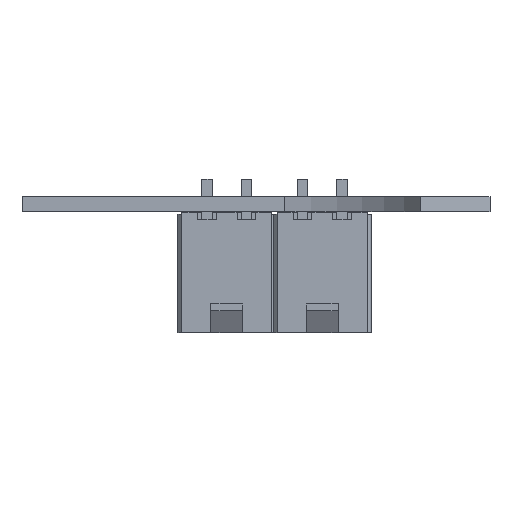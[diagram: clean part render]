
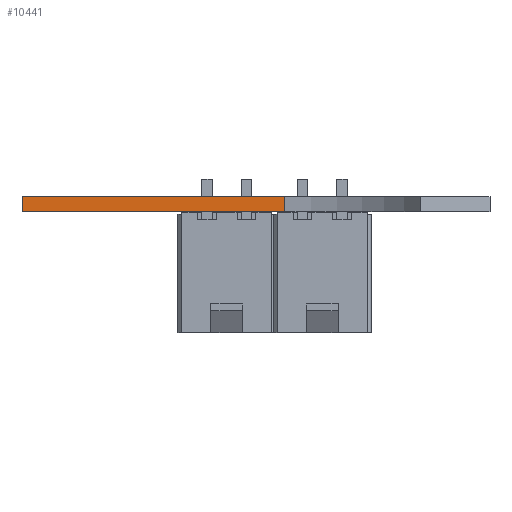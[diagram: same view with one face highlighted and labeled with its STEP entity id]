
A CAD part, front view. The second image highlights one B-rep face of the part: STEP entity #10441.
In plain terms, the highlighted planar face has unit normal (0.002, -1, 0).
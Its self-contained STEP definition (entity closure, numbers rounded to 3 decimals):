
#9204 = PLANE('',#9205);
#9205 = AXIS2_PLACEMENT_3D('',#9206,#9207,#9208);
#9206 = CARTESIAN_POINT('',(168.777,-67.84,1.6));
#9207 = DIRECTION('',(0.,0.,1.));
#9208 = DIRECTION('',(1.,0.,-0.));
#9258 = PLANE('',#9259);
#9259 = AXIS2_PLACEMENT_3D('',#9260,#9261,#9262);
#9260 = CARTESIAN_POINT('',(168.777,-67.84,0.));
#9261 = DIRECTION('',(0.,0.,1.));
#9262 = DIRECTION('',(1.,0.,-0.));
#9389 = PLANE('',#9390);
#9390 = AXIS2_PLACEMENT_3D('',#9391,#9392,#9393);
#9391 = CARTESIAN_POINT('',(147.828,-21.365,0.));
#9392 = DIRECTION('',(1.,0.,-0.));
#9393 = DIRECTION('',(0.,-1.,0.));
#9428 = VERTEX_POINT('',#9429);
#9429 = CARTESIAN_POINT('',(147.828,-101.902,0.));
#9450 = EDGE_CURVE('',#9428,#9451,#9453,.T.);
#9451 = VERTEX_POINT('',#9452);
#9452 = CARTESIAN_POINT('',(175.768,-101.837,0.));
#9453 = SURFACE_CURVE('',#9454,(#9458,#9465),.PCURVE_S1.);
#9454 = LINE('',#9455,#9456);
#9455 = CARTESIAN_POINT('',(147.828,-101.902,0.));
#9456 = VECTOR('',#9457,1.);
#9457 = DIRECTION('',(1.,0.002,0.));
#9458 = PCURVE('',#9258,#9459);
#9459 = DEFINITIONAL_REPRESENTATION('',(#9460),#9464);
#9460 = LINE('',#9461,#9462);
#9461 = CARTESIAN_POINT('',(-20.949,-34.062));
#9462 = VECTOR('',#9463,1.);
#9463 = DIRECTION('',(1.,0.002));
#9464 = ( GEOMETRIC_REPRESENTATION_CONTEXT(2) 
PARAMETRIC_REPRESENTATION_CONTEXT() REPRESENTATION_CONTEXT('2D SPACE',''
  ) );
#9465 = PCURVE('',#9466,#9471);
#9466 = PLANE('',#9467);
#9467 = AXIS2_PLACEMENT_3D('',#9468,#9469,#9470);
#9468 = CARTESIAN_POINT('',(147.828,-101.902,0.));
#9469 = DIRECTION('',(-0.002,1.,0.));
#9470 = DIRECTION('',(1.,0.002,0.));
#9471 = DEFINITIONAL_REPRESENTATION('',(#9472),#9476);
#9472 = LINE('',#9473,#9474);
#9473 = CARTESIAN_POINT('',(0.,0.));
#9474 = VECTOR('',#9475,1.);
#9475 = DIRECTION('',(1.,0.));
#9476 = ( GEOMETRIC_REPRESENTATION_CONTEXT(2) 
PARAMETRIC_REPRESENTATION_CONTEXT() REPRESENTATION_CONTEXT('2D SPACE',''
  ) );
#9495 = CYLINDRICAL_SURFACE('',#9496,19.05);
#9496 = AXIS2_PLACEMENT_3D('',#9497,#9498,#9499);
#9497 = CARTESIAN_POINT('',(174.42,-120.84,0.));
#9498 = DIRECTION('',(-0.,-0.,-1.));
#9499 = DIRECTION('',(1.,0.,-0.));
#9935 = VERTEX_POINT('',#9936);
#9936 = CARTESIAN_POINT('',(147.828,-101.902,1.6));
#9957 = EDGE_CURVE('',#9935,#9958,#9960,.T.);
#9958 = VERTEX_POINT('',#9959);
#9959 = CARTESIAN_POINT('',(175.768,-101.837,1.6));
#9960 = SURFACE_CURVE('',#9961,(#9965,#9972),.PCURVE_S1.);
#9961 = LINE('',#9962,#9963);
#9962 = CARTESIAN_POINT('',(147.828,-101.902,1.6));
#9963 = VECTOR('',#9964,1.);
#9964 = DIRECTION('',(1.,0.002,0.));
#9965 = PCURVE('',#9204,#9966);
#9966 = DEFINITIONAL_REPRESENTATION('',(#9967),#9971);
#9967 = LINE('',#9968,#9969);
#9968 = CARTESIAN_POINT('',(-20.949,-34.062));
#9969 = VECTOR('',#9970,1.);
#9970 = DIRECTION('',(1.,0.002));
#9971 = ( GEOMETRIC_REPRESENTATION_CONTEXT(2) 
PARAMETRIC_REPRESENTATION_CONTEXT() REPRESENTATION_CONTEXT('2D SPACE',''
  ) );
#9972 = PCURVE('',#9466,#9973);
#9973 = DEFINITIONAL_REPRESENTATION('',(#9974),#9978);
#9974 = LINE('',#9975,#9976);
#9975 = CARTESIAN_POINT('',(0.,-1.6));
#9976 = VECTOR('',#9977,1.);
#9977 = DIRECTION('',(1.,0.));
#9978 = ( GEOMETRIC_REPRESENTATION_CONTEXT(2) 
PARAMETRIC_REPRESENTATION_CONTEXT() REPRESENTATION_CONTEXT('2D SPACE',''
  ) );
#10393 = EDGE_CURVE('',#9428,#9935,#10394,.T.);
#10394 = SURFACE_CURVE('',#10395,(#10399,#10406),.PCURVE_S1.);
#10395 = LINE('',#10396,#10397);
#10396 = CARTESIAN_POINT('',(147.828,-101.902,0.));
#10397 = VECTOR('',#10398,1.);
#10398 = DIRECTION('',(0.,0.,1.));
#10399 = PCURVE('',#9389,#10400);
#10400 = DEFINITIONAL_REPRESENTATION('',(#10401),#10405);
#10401 = LINE('',#10402,#10403);
#10402 = CARTESIAN_POINT('',(80.537,0.));
#10403 = VECTOR('',#10404,1.);
#10404 = DIRECTION('',(0.,-1.));
#10405 = ( GEOMETRIC_REPRESENTATION_CONTEXT(2) 
PARAMETRIC_REPRESENTATION_CONTEXT() REPRESENTATION_CONTEXT('2D SPACE',''
  ) );
#10406 = PCURVE('',#9466,#10407);
#10407 = DEFINITIONAL_REPRESENTATION('',(#10408),#10412);
#10408 = LINE('',#10409,#10410);
#10409 = CARTESIAN_POINT('',(0.,0.));
#10410 = VECTOR('',#10411,1.);
#10411 = DIRECTION('',(0.,-1.));
#10412 = ( GEOMETRIC_REPRESENTATION_CONTEXT(2) 
PARAMETRIC_REPRESENTATION_CONTEXT() REPRESENTATION_CONTEXT('2D SPACE',''
  ) );
#10441 = ADVANCED_FACE('',(#10442),#9466,.F.);
#10442 = FACE_BOUND('',#10443,.F.);
#10443 = EDGE_LOOP('',(#10444,#10445,#10446,#10467));
#10444 = ORIENTED_EDGE('',*,*,#10393,.T.);
#10445 = ORIENTED_EDGE('',*,*,#9957,.T.);
#10446 = ORIENTED_EDGE('',*,*,#10447,.F.);
#10447 = EDGE_CURVE('',#9451,#9958,#10448,.T.);
#10448 = SURFACE_CURVE('',#10449,(#10453,#10460),.PCURVE_S1.);
#10449 = LINE('',#10450,#10451);
#10450 = CARTESIAN_POINT('',(175.768,-101.837,0.));
#10451 = VECTOR('',#10452,1.);
#10452 = DIRECTION('',(0.,0.,1.));
#10453 = PCURVE('',#9466,#10454);
#10454 = DEFINITIONAL_REPRESENTATION('',(#10455),#10459);
#10455 = LINE('',#10456,#10457);
#10456 = CARTESIAN_POINT('',(27.94,0.));
#10457 = VECTOR('',#10458,1.);
#10458 = DIRECTION('',(0.,-1.));
#10459 = ( GEOMETRIC_REPRESENTATION_CONTEXT(2) 
PARAMETRIC_REPRESENTATION_CONTEXT() REPRESENTATION_CONTEXT('2D SPACE',''
  ) );
#10460 = PCURVE('',#9495,#10461);
#10461 = DEFINITIONAL_REPRESENTATION('',(#10462),#10466);
#10462 = LINE('',#10463,#10464);
#10463 = CARTESIAN_POINT('',(-1.5,0.));
#10464 = VECTOR('',#10465,1.);
#10465 = DIRECTION('',(-0.,-1.));
#10466 = ( GEOMETRIC_REPRESENTATION_CONTEXT(2) 
PARAMETRIC_REPRESENTATION_CONTEXT() REPRESENTATION_CONTEXT('2D SPACE',''
  ) );
#10467 = ORIENTED_EDGE('',*,*,#9450,.F.);
